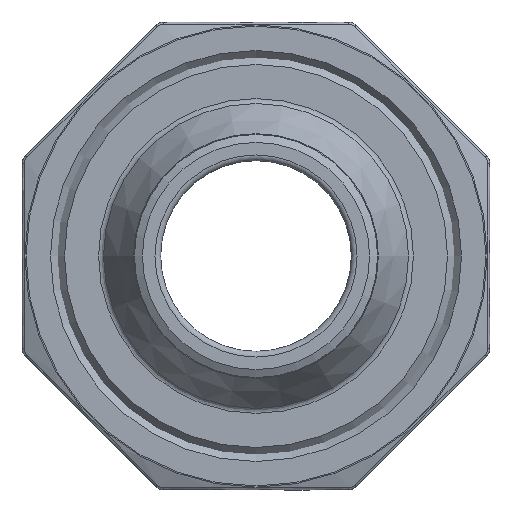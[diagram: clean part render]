
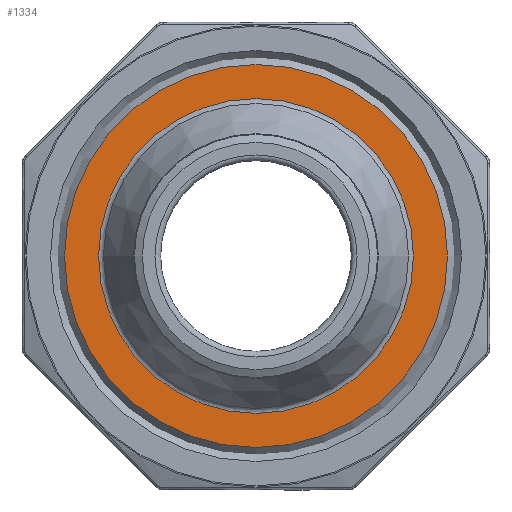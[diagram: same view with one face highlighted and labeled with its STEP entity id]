
A CAD part, left-side view. The second image highlights one B-rep face of the part: STEP entity #1334.
In plain terms, the highlighted planar face has unit normal (-1, 0, 0).
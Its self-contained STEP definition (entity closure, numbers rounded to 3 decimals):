
#682 = ORIENTED_EDGE ( 'NONE', *, *, #14047, .F. ) ;
#1236 = ORIENTED_EDGE ( 'NONE', *, *, #3627, .T. ) ;
#1334 = ADVANCED_FACE ( 'NONE', ( #7075, #6819 ), #5580, .T. ) ;
#1726 = CARTESIAN_POINT ( 'NONE',  ( -9.5, -13.789, 0. ) ) ;
#2411 = DIRECTION ( 'NONE',  ( 1., 0., 0. ) ) ;
#2860 = VERTEX_POINT ( 'NONE', #10731 ) ;
#3627 = EDGE_CURVE ( 'NONE', #8408, #8408, #5811, .T. ) ;
#4346 = DIRECTION ( 'NONE',  ( 0., -1., 0. ) ) ;
#5164 = DIRECTION ( 'NONE',  ( 0., -1., 0. ) ) ;
#5580 = PLANE ( 'NONE',  #11878 ) ;
#5811 = CIRCLE ( 'NONE', #8335, 13.789 ) ;
#5973 = DIRECTION ( 'NONE',  ( 0., 1., 0. ) ) ;
#6479 = DIRECTION ( 'NONE',  ( 1., 0., 0. ) ) ;
#6819 = FACE_OUTER_BOUND ( 'NONE', #8958, .T. ) ;
#7075 = FACE_BOUND ( 'NONE', #13258, .T. ) ;
#7527 = CIRCLE ( 'NONE', #15229, 16.775 ) ;
#8335 = AXIS2_PLACEMENT_3D ( 'NONE', #14475, #6479, #5164 ) ;
#8408 = VERTEX_POINT ( 'NONE', #1726 ) ;
#8958 = EDGE_LOOP ( 'NONE', ( #682 ) ) ;
#10731 = CARTESIAN_POINT ( 'NONE',  ( -9.5, 16.775, 0. ) ) ;
#11186 = DIRECTION ( 'NONE',  ( -1., 0., 0. ) ) ;
#11878 = AXIS2_PLACEMENT_3D ( 'NONE', #16474, #11186, #4346 ) ;
#13258 = EDGE_LOOP ( 'NONE', ( #1236 ) ) ;
#14047 = EDGE_CURVE ( 'NONE', #2860, #2860, #7527, .T. ) ;
#14451 = CARTESIAN_POINT ( 'NONE',  ( -9.5, 0., 0. ) ) ;
#14475 = CARTESIAN_POINT ( 'NONE',  ( -9.5, 0., 0. ) ) ;
#15229 = AXIS2_PLACEMENT_3D ( 'NONE', #14451, #2411, #5973 ) ;
#16474 = CARTESIAN_POINT ( 'NONE',  ( -9.5, 16.775, 0. ) ) ;
